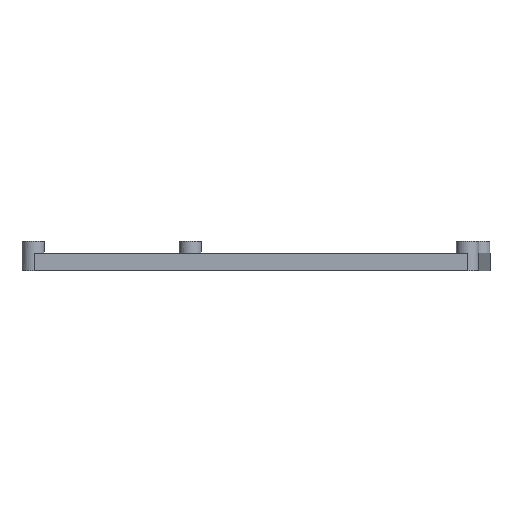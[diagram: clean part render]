
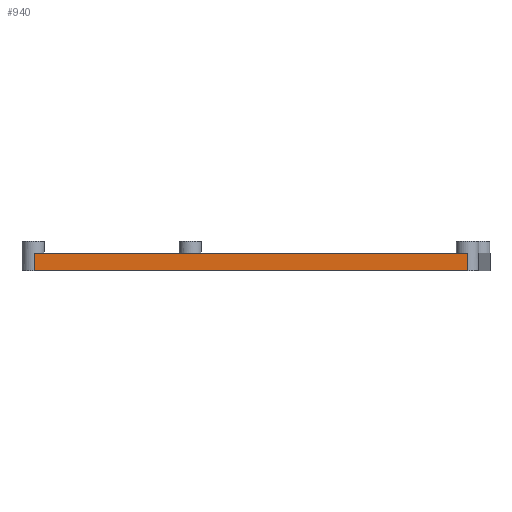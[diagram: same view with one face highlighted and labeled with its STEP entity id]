
A CAD part, front view. The second image highlights one B-rep face of the part: STEP entity #940.
In plain terms, the highlighted planar face has unit normal (0, -1, 0).
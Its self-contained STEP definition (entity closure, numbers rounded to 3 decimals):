
#165=FACE_OUTER_BOUND('',#235,.T.);
#235=EDGE_LOOP('',(#854,#855,#856,#857));
#245=LINE('',#1374,#319);
#289=LINE('',#1554,#363);
#308=LINE('',#1617,#382);
#309=LINE('',#1619,#383);
#319=VECTOR('',#1081,10.);
#363=VECTOR('',#1263,10.);
#382=VECTOR('',#1344,10.);
#383=VECTOR('',#1347,10.);
#392=VERTEX_POINT('',#1371);
#393=VERTEX_POINT('',#1373);
#459=VERTEX_POINT('',#1551);
#460=VERTEX_POINT('',#1553);
#482=EDGE_CURVE('',#393,#392,#245,.T.);
#569=EDGE_CURVE('',#459,#460,#289,.T.);
#602=EDGE_CURVE('',#392,#460,#308,.T.);
#603=EDGE_CURVE('',#459,#393,#309,.T.);
#854=ORIENTED_EDGE('',*,*,#603,.T.);
#855=ORIENTED_EDGE('',*,*,#482,.T.);
#856=ORIENTED_EDGE('',*,*,#602,.T.);
#857=ORIENTED_EDGE('',*,*,#569,.F.);
#892=PLANE('',#1061);
#940=ADVANCED_FACE('',(#165),#892,.T.);
#1061=AXIS2_PLACEMENT_3D('',#1618,#1345,#1346);
#1081=DIRECTION('',(1.,0.,0.));
#1263=DIRECTION('',(1.,0.,0.));
#1344=DIRECTION('',(0.,0.,1.));
#1345=DIRECTION('center_axis',(0.,-1.,
0.));
#1346=DIRECTION('ref_axis',(1.,0.,0.));
#1347=DIRECTION('',(0.,0.,-1.));
#1371=CARTESIAN_POINT('',(67.199,-41.35,0.));
#1373=CARTESIAN_POINT('',(-78.338,-41.321,0.));
#1374=CARTESIAN_POINT('',(-79.263,-41.321,0.));
#1551=CARTESIAN_POINT('',(-78.338,-41.321,6.));
#1553=CARTESIAN_POINT('',(67.199,-41.35,6.));
#1554=CARTESIAN_POINT('',(-79.263,-41.321,6.));
#1617=CARTESIAN_POINT('',(67.199,-41.35,0.));
#1618=CARTESIAN_POINT('Origin',(-79.263,-41.321,0.));
#1619=CARTESIAN_POINT('',(-78.338,-41.321,0.));
